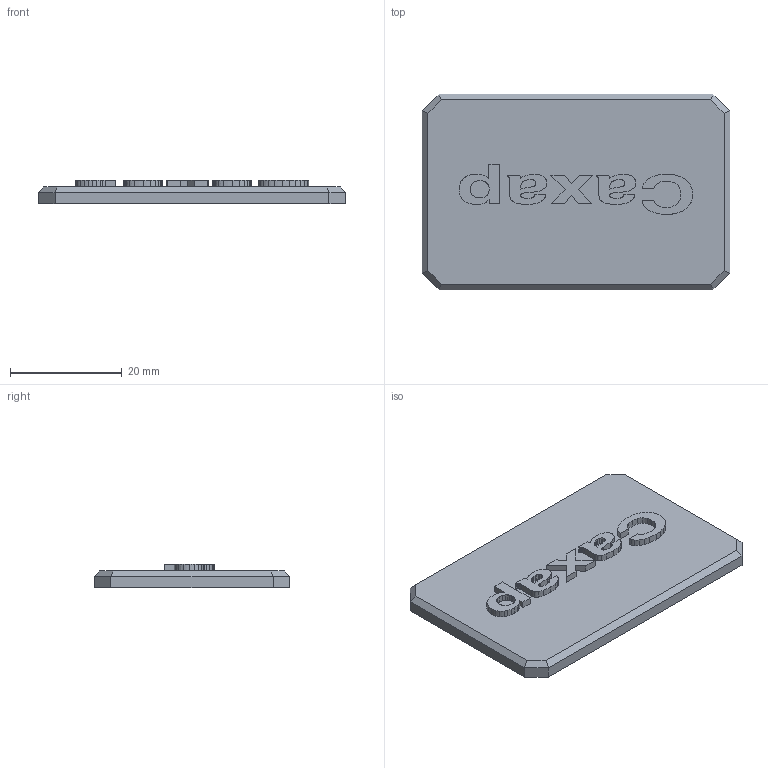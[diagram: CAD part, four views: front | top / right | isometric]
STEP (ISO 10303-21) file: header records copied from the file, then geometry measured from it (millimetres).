
FILE_DESCRIPTION(('STEP AP242'), '1');
FILE_NAME('ItemTagSaltShaker', '', ('UNSPECIFIED'), ('UNSPECIFIED'), 'C3D Converter', 'C3D Toolkit', '');
FILE_SCHEMA(('AP242_MANAGED_MODEL_BASED_3D_ENGINEERING_MIM_LF { 1 0 10303 442 1 1 4 }'));
Length unit declared in the file: millimetre
Bounding box: 55 x 35 x 4.2 mm (x, y, z)
Volume: 5790.8 mm3; surface area: 4456.8 mm2
Topology: 1 solids, 1 shells, 251 faces, 715 edges, 474 vertices
Faces by surface type: extrusion 190, plane 61
Entity records: 8400 total; most frequent: CARTESIAN_POINT 2581, ORIENTED_EDGE 1430, EDGE_CURVE 715, DIRECTION 649, B_SPLINE_CURVE_WITH_KNOTS 570, VECTOR 525, VERTEX_POINT 474, LINE 335
